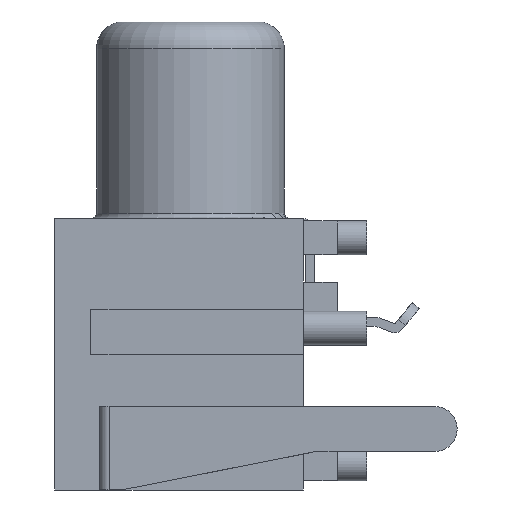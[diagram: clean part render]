
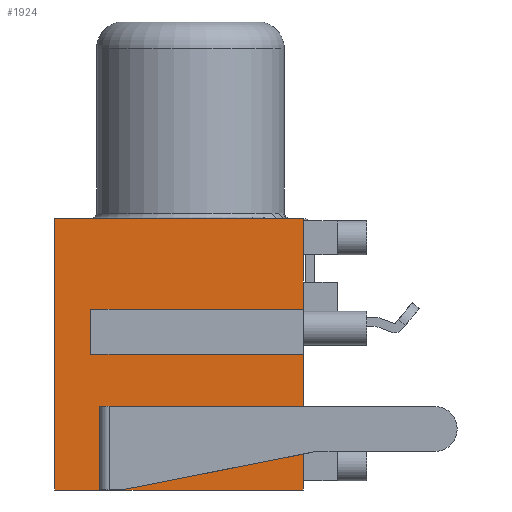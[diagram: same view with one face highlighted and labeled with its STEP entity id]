
A CAD part, left-side view. The second image highlights one B-rep face of the part: STEP entity #1924.
In plain terms, the highlighted planar face has unit normal (-1, 0, 0).
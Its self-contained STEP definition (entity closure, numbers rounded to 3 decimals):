
#117=FACE_OUTER_BOUND('',#220,.T.);
#220=EDGE_LOOP('',(#1231,#1232,#1233,#1234,#1235,#1236,#1237,#1238,#1239,
#1240,#1241,#1242,#1243));
#337=LINE('',#2782,#547);
#341=LINE('',#2790,#551);
#344=LINE('',#2796,#554);
#348=LINE('',#2804,#558);
#349=LINE('',#2806,#559);
#350=LINE('',#2808,#560);
#351=LINE('',#2810,#561);
#352=LINE('',#2812,#562);
#353=LINE('',#2814,#563);
#354=LINE('',#2816,#564);
#355=LINE('',#2818,#565);
#356=LINE('',#2820,#566);
#357=LINE('',#2821,#567);
#547=VECTOR('',#2233,10.);
#551=VECTOR('',#2239,10.);
#554=VECTOR('',#2244,10.);
#558=VECTOR('',#2252,10.);
#559=VECTOR('',#2253,10.);
#560=VECTOR('',#2254,10.);
#561=VECTOR('',#2255,10.);
#562=VECTOR('',#2256,10.);
#563=VECTOR('',#2257,10.);
#564=VECTOR('',#2258,10.);
#565=VECTOR('',#2259,10.);
#566=VECTOR('',#2260,10.);
#567=VECTOR('',#2261,10.);
#753=VERTEX_POINT('',#2780);
#754=VERTEX_POINT('',#2781);
#757=VERTEX_POINT('',#2789);
#759=VERTEX_POINT('',#2795);
#761=VERTEX_POINT('',#2803);
#762=VERTEX_POINT('',#2805);
#763=VERTEX_POINT('',#2807);
#764=VERTEX_POINT('',#2809);
#765=VERTEX_POINT('',#2811);
#766=VERTEX_POINT('',#2813);
#767=VERTEX_POINT('',#2815);
#768=VERTEX_POINT('',#2817);
#769=VERTEX_POINT('',#2819);
#935=EDGE_CURVE('',#753,#754,#337,.T.);
#939=EDGE_CURVE('',#757,#753,#341,.T.);
#942=EDGE_CURVE('',#759,#757,#344,.T.);
#946=EDGE_CURVE('',#761,#754,#348,.T.);
#947=EDGE_CURVE('',#762,#761,#349,.T.);
#948=EDGE_CURVE('',#762,#763,#350,.T.);
#949=EDGE_CURVE('',#764,#763,#351,.T.);
#950=EDGE_CURVE('',#765,#764,#352,.T.);
#951=EDGE_CURVE('',#765,#766,#353,.T.);
#952=EDGE_CURVE('',#766,#767,#354,.T.);
#953=EDGE_CURVE('',#767,#768,#355,.T.);
#954=EDGE_CURVE('',#768,#769,#356,.T.);
#955=EDGE_CURVE('',#759,#769,#357,.T.);
#1231=ORIENTED_EDGE('',*,*,#942,.T.);
#1232=ORIENTED_EDGE('',*,*,#939,.T.);
#1233=ORIENTED_EDGE('',*,*,#935,.T.);
#1234=ORIENTED_EDGE('',*,*,#946,.F.);
#1235=ORIENTED_EDGE('',*,*,#947,.F.);
#1236=ORIENTED_EDGE('',*,*,#948,.T.);
#1237=ORIENTED_EDGE('',*,*,#949,.F.);
#1238=ORIENTED_EDGE('',*,*,#950,.F.);
#1239=ORIENTED_EDGE('',*,*,#951,.T.);
#1240=ORIENTED_EDGE('',*,*,#952,.T.);
#1241=ORIENTED_EDGE('',*,*,#953,.T.);
#1242=ORIENTED_EDGE('',*,*,#954,.T.);
#1243=ORIENTED_EDGE('',*,*,#955,.F.);
#1744=PLANE('',#2047);
#1924=ADVANCED_FACE('',(#117),#1744,.T.);
#2047=AXIS2_PLACEMENT_3D('',#2802,#2250,#2251);
#2233=DIRECTION('',(0.,-1.,0.));
#2239=DIRECTION('',(0.,0.,1.));
#2244=DIRECTION('',(0.,1.,0.));
#2250=DIRECTION('center_axis',(-1.,0.,0.));
#2251=DIRECTION('ref_axis',(0.,1.,0.));
#2252=DIRECTION('',(0.,0.,-1.));
#2253=DIRECTION('',(0.,-1.,0.));
#2254=DIRECTION('',(0.,0.,-1.));
#2255=DIRECTION('',(0.,1.,0.));
#2256=DIRECTION('',(0.,0.,-1.));
#2257=DIRECTION('',(0.,0.981,-0.194));
#2258=DIRECTION('',(0.,1.,0.));
#2259=DIRECTION('',(0.,0.,1.));
#2260=DIRECTION('',(0.,-1.,0.));
#2261=DIRECTION('',(0.,0.,-1.));
#2780=CARTESIAN_POINT('',(-4.85,4.4,-4.));
#2781=CARTESIAN_POINT('',(-4.85,-5.,-4.));
#2782=CARTESIAN_POINT('',(-4.85,-0.3,-4.));
#2789=CARTESIAN_POINT('',(-4.85,4.4,-6.));
#2790=CARTESIAN_POINT('',(-4.85,4.4,-3.));
#2795=CARTESIAN_POINT('',(-4.85,-5.,-6.));
#2796=CARTESIAN_POINT('',(-4.85,-5.,-6.));
#2802=CARTESIAN_POINT('Origin',(-4.85,-5.,0.));
#2803=CARTESIAN_POINT('',(-4.85,-5.,0.));
#2804=CARTESIAN_POINT('',(-4.85,-5.,0.));
#2805=CARTESIAN_POINT('',(-4.85,6.,0.));
#2806=CARTESIAN_POINT('',(-4.85,6.,0.));
#2807=CARTESIAN_POINT('',(-4.85,6.,-12.));
#2808=CARTESIAN_POINT('',(-4.85,6.,0.));
#2809=CARTESIAN_POINT('',(-4.85,-5.,-12.));
#2810=CARTESIAN_POINT('',(-4.85,6.,-12.));
#2811=CARTESIAN_POINT('',(-4.85,-5.,-10.409));
#2812=CARTESIAN_POINT('',(-4.85,-5.,0.));
#2813=CARTESIAN_POINT('',(-4.85,3.,-11.99));
#2814=CARTESIAN_POINT('',(-4.85,-1.99,-11.004));
#2815=CARTESIAN_POINT('',(-4.85,4.,-11.99));
#2816=CARTESIAN_POINT('',(-4.85,-0.5,-11.99));
#2817=CARTESIAN_POINT('',(-4.85,4.,-8.3));
#2818=CARTESIAN_POINT('',(-4.85,4.,-4.15));
#2819=CARTESIAN_POINT('',(-4.85,-5.,-8.3));
#2820=CARTESIAN_POINT('',(-4.85,-8.4,-8.3));
#2821=CARTESIAN_POINT('',(-4.85,-5.,0.));
